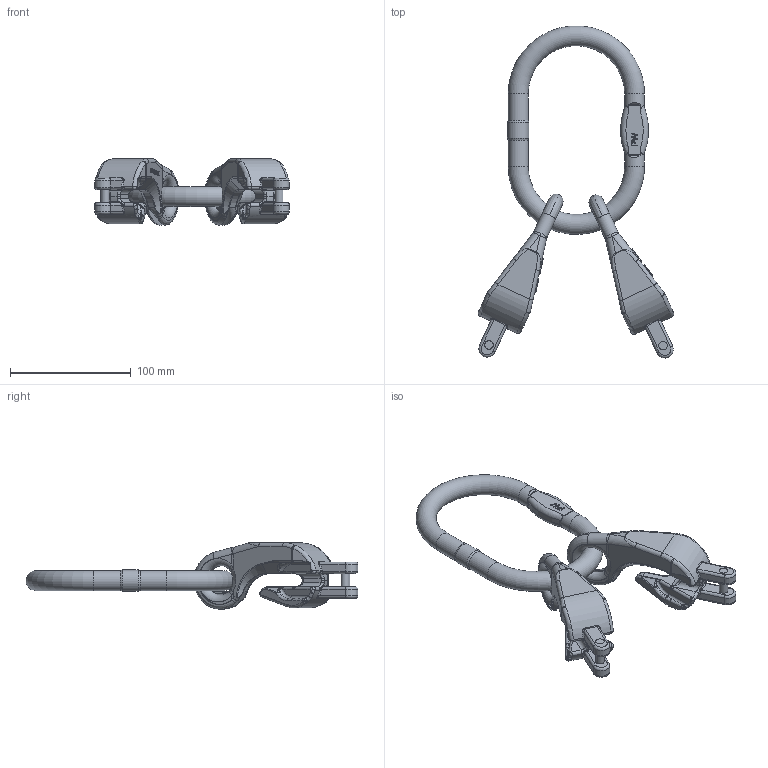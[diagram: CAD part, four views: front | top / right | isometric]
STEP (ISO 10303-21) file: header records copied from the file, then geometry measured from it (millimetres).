
FILE_DESCRIPTION(/* description */ (''),/* implementation_level */ '2;1');
FILE_NAME(/* name */ 'VXKW2-7 Kundenmodell.stp',/* time_stamp */ '2017-11-09T15:26:37+01:00',/* author */ (''),/* organization */ (''),/* preprocessor_version */ 'ST-DEVELOPER v16',/* originating_system */ 'SIEMENS PLM Software NX 11.0',/* authorisation */ '');
FILE_SCHEMA (('AUTOMOTIVE_DESIGN { 1 0 10303 214 3 1 1 1 }'));
Length unit declared in the file: millimetre
Products named in the file (1): zer1B14471C53au
Bounding box: 162.46 x 275.31 x 54.97 mm (x, y, z)
Volume: 267850.7 mm3; surface area: 63617 mm2
Topology: 5 solids, 5 shells, 1076 faces, 2695 edges, 1648 vertices
Faces by surface type: plane 353, bspline 232, cylinder 201, extrusion 192, torus 64, sphere 24, cone 10
Full cylindrical faces by diameter (mm): 7 x6, 16.5 x4, 17.738 x1
Entity records: 39436 total; most frequent: CARTESIAN_POINT 16255, ORIENTED_EDGE 5312, DIRECTION 3882, EDGE_CURVE 2656, VERTEX_POINT 1644, AXIS2_PLACEMENT_3D 1401, B_SPLINE_CURVE_WITH_KNOTS 1190, EDGE_LOOP 1144
